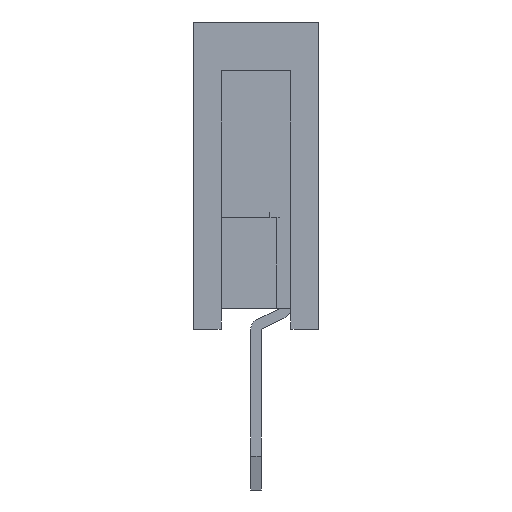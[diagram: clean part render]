
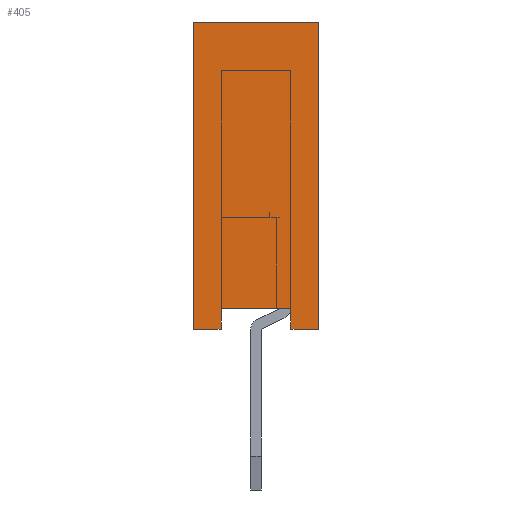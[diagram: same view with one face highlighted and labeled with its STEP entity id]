
A CAD part, left-side view. The second image highlights one B-rep face of the part: STEP entity #405.
In plain terms, the highlighted planar face has unit normal (-1, 0, 0).
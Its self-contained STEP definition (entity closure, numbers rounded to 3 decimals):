
#405=ADVANCED_FACE('',(#16103),#16105,.T.);
#16103=FACE_BOUND('',#16104,.T.);
#16104=EDGE_LOOP('',(#28637,#28638,#28639,#28640,#28641,#28642,#28643,#28644));
#16105=PLANE('',#16106);
#16106=AXIS2_PLACEMENT_3D('',#16107,#16108,#16109);
#16107=CARTESIAN_POINT('',(-0.635,0.9,0.));
#16108=DIRECTION('',(-1.,0.,0.));
#16109=DIRECTION('',(0.,-1.,0.));
#28637=ORIENTED_EDGE('',*,*,#37614,.T.);
#28638=ORIENTED_EDGE('',*,*,#37853,.T.);
#28639=ORIENTED_EDGE('',*,*,#37857,.T.);
#28640=ORIENTED_EDGE('',*,*,#37858,.F.);
#28641=ORIENTED_EDGE('',*,*,#37859,.F.);
#28642=ORIENTED_EDGE('',*,*,#37854,.T.);
#28643=ORIENTED_EDGE('',*,*,#37733,.T.);
#28644=ORIENTED_EDGE('',*,*,#37860,.T.);
#37614=EDGE_CURVE('',#42232,#42229,#42233,.F.);
#37733=EDGE_CURVE('',#42470,#42468,#42471,.F.);
#37853=EDGE_CURVE('',#42229,#42701,#42703,.T.);
#37854=EDGE_CURVE('',#42704,#42470,#42705,.T.);
#37857=EDGE_CURVE('',#42701,#42709,#42710,.T.);
#37858=EDGE_CURVE('',#42711,#42709,#42712,.T.);
#37859=EDGE_CURVE('',#42704,#42711,#42713,.T.);
#37860=EDGE_CURVE('',#42468,#42232,#42714,.T.);
#42229=VERTEX_POINT('',#49773);
#42232=VERTEX_POINT('',#49778);
#42233=LINE('',#49779,#49780);
#42468=VERTEX_POINT('',#50250);
#42470=VERTEX_POINT('',#50254);
#42471=LINE('',#50255,#50256);
#42701=VERTEX_POINT('',#50723);
#42703=LINE('',#50727,#50728);
#42704=VERTEX_POINT('',#50730);
#42705=LINE('',#50731,#50732);
#42709=VERTEX_POINT('',#50741);
#42710=LINE('',#50742,#50743);
#42711=VERTEX_POINT('',#50745);
#42712=LINE('',#50746,#50747);
#42713=LINE('',#50749,#50750);
#42714=LINE('',#50752,#50753);
#49773=CARTESIAN_POINT('',(-0.635,-0.5,0.));
#49778=CARTESIAN_POINT('',(-0.635,-0.5,0.3));
#49779=CARTESIAN_POINT('',(-0.635,-0.5,0.));
#49780=VECTOR('',#49781,1.);
#49781=DIRECTION('',(0.,0.,1.));
#50250=CARTESIAN_POINT('',(-0.635,0.5,0.3));
#50254=CARTESIAN_POINT('',(-0.635,0.5,0.));
#50255=CARTESIAN_POINT('',(-0.635,0.5,0.3));
#50256=VECTOR('',#50257,1.);
#50257=DIRECTION('',(0.,0.,-1.));
#50723=CARTESIAN_POINT('',(-0.635,-0.9,0.));
#50727=CARTESIAN_POINT('',(-0.635,-0.5,0.));
#50728=VECTOR('',#50729,1.);
#50729=DIRECTION('',(0.,-1.,0.));
#50730=CARTESIAN_POINT('',(-0.635,0.9,0.));
#50731=CARTESIAN_POINT('',(-0.635,0.9,0.));
#50732=VECTOR('',#50733,1.);
#50733=DIRECTION('',(0.,-1.,0.));
#50741=CARTESIAN_POINT('',(-0.635,-0.9,4.4));
#50742=CARTESIAN_POINT('',(-0.635,-0.9,0.));
#50743=VECTOR('',#50744,1.);
#50744=DIRECTION('',(0.,0.,1.));
#50745=CARTESIAN_POINT('',(-0.635,0.9,4.4));
#50746=CARTESIAN_POINT('',(-0.635,0.9,4.4));
#50747=VECTOR('',#50748,1.);
#50748=DIRECTION('',(0.,-1.,0.));
#50749=CARTESIAN_POINT('',(-0.635,0.9,0.));
#50750=VECTOR('',#50751,1.);
#50751=DIRECTION('',(0.,0.,1.));
#50752=CARTESIAN_POINT('',(-0.635,0.5,0.3));
#50753=VECTOR('',#50754,1.);
#50754=DIRECTION('',(0.,-1.,0.));
